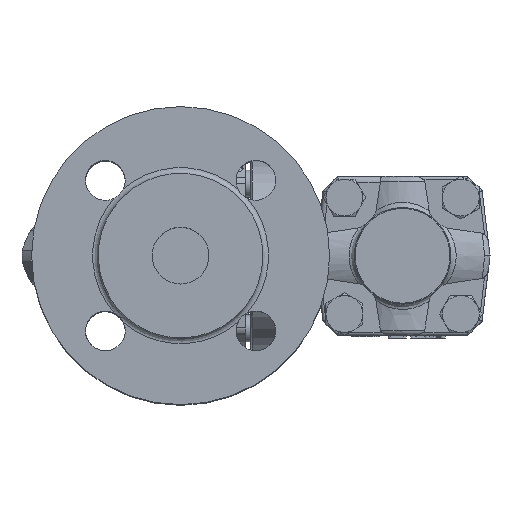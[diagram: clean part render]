
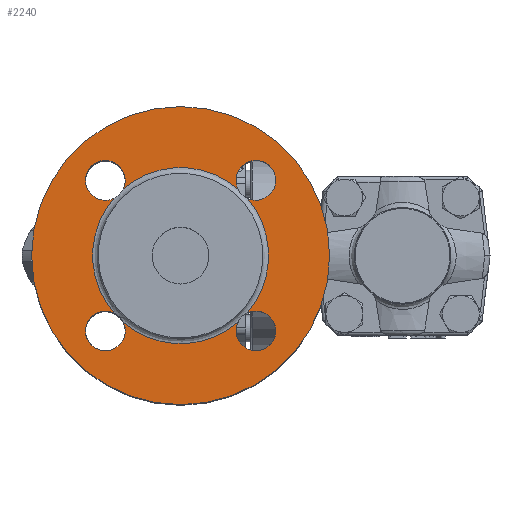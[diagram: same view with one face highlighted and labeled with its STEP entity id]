
A CAD part, top view. The second image highlights one B-rep face of the part: STEP entity #2240.
In plain terms, the highlighted planar face has unit normal (0, 0, 1).
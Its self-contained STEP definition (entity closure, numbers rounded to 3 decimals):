
#1527=CARTESIAN_POINT('',(-25.7,0.0,59.5));
#1528=VERTEX_POINT('',#1527);
#1529=CARTESIAN_POINT('',(-78.2,0.0,59.5));
#1530=DIRECTION('',(0.,0.0,1.0));
#1531=DIRECTION('',(1.0,0.0,0.));
#1532=AXIS2_PLACEMENT_3D('',#1529,#1530,#1531);
#1533=CIRCLE('',#1532,52.5);
#1534=EDGE_CURVE('',#1528,#1528,#1533,.T.);
#1595=CARTESIAN_POINT('',(-54.674,-20.188,59.5));
#1596=VERTEX_POINT('',#1595);
#1597=CARTESIAN_POINT('',(-58.012,-23.526,59.5));
#1598=VERTEX_POINT('',#1597);
#1614=CARTESIAN_POINT('',(-54.674,20.188,59.5));
#1615=VERTEX_POINT('',#1614);
#1616=CARTESIAN_POINT('',(-78.2,0.0,59.5));
#1617=DIRECTION('',(0.,0.0,1.0));
#1618=DIRECTION('',(-1.0,0.,0.));
#1619=AXIS2_PLACEMENT_3D('',#1616,#1617,#1618);
#1620=CIRCLE('',#1619,31.);
#1621=EDGE_CURVE('',#1596,#1615,#1620,.T.);
#1623=CARTESIAN_POINT('',(-58.012,23.526,59.5));
#1624=VERTEX_POINT('',#1623);
#1640=CARTESIAN_POINT('',(-98.388,23.526,59.5));
#1641=VERTEX_POINT('',#1640);
#1642=CARTESIAN_POINT('',(-78.2,0.0,59.5));
#1643=DIRECTION('',(0.,0.0,1.0));
#1644=DIRECTION('',(-1.0,0.,0.));
#1645=AXIS2_PLACEMENT_3D('',#1642,#1643,#1644);
#1646=CIRCLE('',#1645,31.);
#1647=EDGE_CURVE('',#1624,#1641,#1646,.T.);
#1649=CARTESIAN_POINT('',(-101.726,20.188,59.5));
#1650=VERTEX_POINT('',#1649);
#1666=CARTESIAN_POINT('',(-101.726,-20.188,59.5));
#1667=VERTEX_POINT('',#1666);
#1668=CARTESIAN_POINT('',(-78.2,0.0,59.5));
#1669=DIRECTION('',(0.,0.0,1.0));
#1670=DIRECTION('',(-1.0,0.,0.));
#1671=AXIS2_PLACEMENT_3D('',#1668,#1669,#1670);
#1672=CIRCLE('',#1671,31.);
#1673=EDGE_CURVE('',#1650,#1667,#1672,.T.);
#1675=CARTESIAN_POINT('',(-98.388,-23.526,59.5));
#1676=VERTEX_POINT('',#1675);
#1692=CARTESIAN_POINT('',(-78.2,0.0,59.5));
#1693=DIRECTION('',(0.,0.0,1.0));
#1694=DIRECTION('',(-1.0,0.,0.));
#1695=AXIS2_PLACEMENT_3D('',#1692,#1693,#1694);
#1696=CIRCLE('',#1695,31.);
#1697=EDGE_CURVE('',#1676,#1598,#1696,.T.);
#1742=CARTESIAN_POINT('',(-51.683,-26.517,59.5));
#1743=DIRECTION('',(0.,0.0,-1.0));
#1744=DIRECTION('',(0.0,-1.0,0.0));
#1745=AXIS2_PLACEMENT_3D('',#1742,#1743,#1744);
#1746=CIRCLE('',#1745,7.);
#1747=EDGE_CURVE('',#1596,#1598,#1746,.T.);
#1782=CARTESIAN_POINT('',(-104.717,-26.517,59.5));
#1783=DIRECTION('',(0.,0.,-1.0));
#1784=DIRECTION('',(-1.0,0.,0.));
#1785=AXIS2_PLACEMENT_3D('',#1782,#1783,#1784);
#1786=CIRCLE('',#1785,7.);
#1787=EDGE_CURVE('',#1676,#1667,#1786,.T.);
#1822=CARTESIAN_POINT('',(-104.717,26.517,59.5));
#1823=DIRECTION('',(0.,0.0,-1.0));
#1824=DIRECTION('',(0.0,1.0,0.0));
#1825=AXIS2_PLACEMENT_3D('',#1822,#1823,#1824);
#1826=CIRCLE('',#1825,7.);
#1827=EDGE_CURVE('',#1650,#1641,#1826,.T.);
#1862=CARTESIAN_POINT('',(-51.683,26.517,59.5));
#1863=DIRECTION('',(0.,0.0,-1.0));
#1864=DIRECTION('',(1.0,0.0,0.));
#1865=AXIS2_PLACEMENT_3D('',#1862,#1863,#1864);
#1866=CIRCLE('',#1865,7.);
#1867=EDGE_CURVE('',#1624,#1615,#1866,.T.);
#2222=CARTESIAN_POINT('',(-37.45,0.0,59.5));
#2223=DIRECTION('',(0.,0.0,1.0));
#2224=DIRECTION('',(1.0,0.0,0.));
#2225=AXIS2_PLACEMENT_3D('',#2222,#2223,#2224);
#2226=PLANE('',#2225);
#2227=ORIENTED_EDGE('',*,*,#1534,.T.);
#2228=EDGE_LOOP('',(#2227));
#2229=FACE_OUTER_BOUND('',#2228,.T.);
#2230=ORIENTED_EDGE('',*,*,#1697,.F.);
#2231=ORIENTED_EDGE('',*,*,#1787,.T.);
#2232=ORIENTED_EDGE('',*,*,#1673,.F.);
#2233=ORIENTED_EDGE('',*,*,#1827,.T.);
#2234=ORIENTED_EDGE('',*,*,#1647,.F.);
#2235=ORIENTED_EDGE('',*,*,#1867,.T.);
#2236=ORIENTED_EDGE('',*,*,#1621,.F.);
#2237=ORIENTED_EDGE('',*,*,#1747,.T.);
#2238=EDGE_LOOP('',(#2230,#2231,#2232,#2233,#2234,#2235,#2236,#2237));
#2239=FACE_BOUND('',#2238,.T.);
#2240=ADVANCED_FACE('',(#2229,#2239),#2226,.T.);
